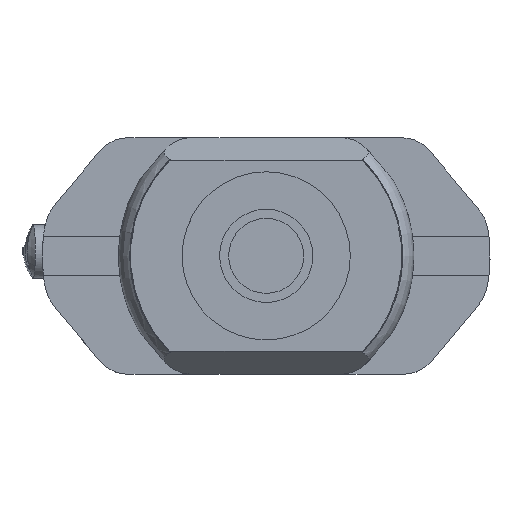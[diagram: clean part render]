
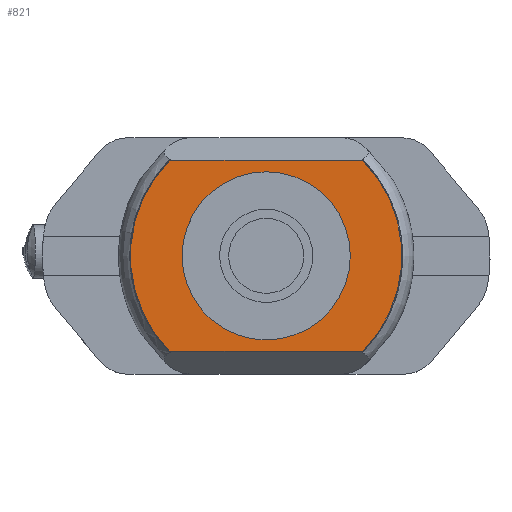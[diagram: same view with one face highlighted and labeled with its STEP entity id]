
A CAD part, top view. The second image highlights one B-rep face of the part: STEP entity #821.
In plain terms, the highlighted planar face has unit normal (0, 0, 1).
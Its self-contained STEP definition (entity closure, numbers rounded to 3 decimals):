
#821=ADVANCED_FACE('',(#3064,#3065),#1252,.T.);
#1252=PLANE('',#8214);
#1570=LINE('',#11271,#2317);
#1571=LINE('',#11275,#2318);
#2317=VECTOR('',#8988,1.);
#2318=VECTOR('',#8991,1.);
#3064=FACE_BOUND('',#3180,.T.);
#3065=FACE_BOUND('',#3181,.T.);
#3180=EDGE_LOOP('',(#3671));
#3181=EDGE_LOOP('',(#3672,#3673,#3674,#3675));
#3671=ORIENTED_EDGE('',*,*,#6633,.F.);
#3672=ORIENTED_EDGE('',*,*,#6634,.T.);
#3673=ORIENTED_EDGE('',*,*,#6635,.T.);
#3674=ORIENTED_EDGE('',*,*,#6636,.T.);
#3675=ORIENTED_EDGE('',*,*,#6637,.T.);
#5885=VERTEX_POINT('',#11267);
#5886=VERTEX_POINT('',#11269);
#5887=VERTEX_POINT('',#11270);
#5888=VERTEX_POINT('',#11272);
#5889=VERTEX_POINT('',#11274);
#6633=EDGE_CURVE('',#5885,#5885,#7740,.T.);
#6634=EDGE_CURVE('',#5886,#5887,#7741,.T.);
#6635=EDGE_CURVE('',#5887,#5888,#1570,.T.);
#6636=EDGE_CURVE('',#5888,#5889,#7742,.T.);
#6637=EDGE_CURVE('',#5889,#5886,#1571,.T.);
#7740=CIRCLE('',#8211,37.);
#7741=CIRCLE('',#8212,59.7);
#7742=CIRCLE('',#8213,59.7);
#8211=AXIS2_PLACEMENT_3D('',#11266,#8984,#8985);
#8212=AXIS2_PLACEMENT_3D('',#11268,#8986,#8987);
#8213=AXIS2_PLACEMENT_3D('',#11273,#8989,#8990);
#8214=AXIS2_PLACEMENT_3D('',#11276,#8992,#8993);
#8984=DIRECTION('',(0.,0.,1.));
#8985=DIRECTION('',(1.,0.,0.));
#8986=DIRECTION('',(0.,0.,1.));
#8987=DIRECTION('',(-1.,0.,0.));
#8988=DIRECTION('',(1.,0.,0.));
#8989=DIRECTION('',(0.,0.,1.));
#8990=DIRECTION('',(-1.,0.,0.));
#8991=DIRECTION('',(-1.,0.,0.));
#8992=DIRECTION('',(0.,0.,1.));
#8993=DIRECTION('',(-1.,0.,0.));
#11266=CARTESIAN_POINT('',(0.,0.,0.));
#11267=CARTESIAN_POINT('',(37.,0.,0.));
#11268=CARTESIAN_POINT('',(0.,0.,0.));
#11269=CARTESIAN_POINT('',(-42.427,42.,0.));
#11270=CARTESIAN_POINT('',(-42.427,-42.,0.));
#11271=CARTESIAN_POINT('',(60.,-42.,0.));
#11272=CARTESIAN_POINT('',(42.427,-42.,0.));
#11273=CARTESIAN_POINT('',(0.,0.,0.));
#11274=CARTESIAN_POINT('',(42.427,42.,0.));
#11275=CARTESIAN_POINT('',(60.,42.,0.));
#11276=CARTESIAN_POINT('',(60.,0.,0.));
